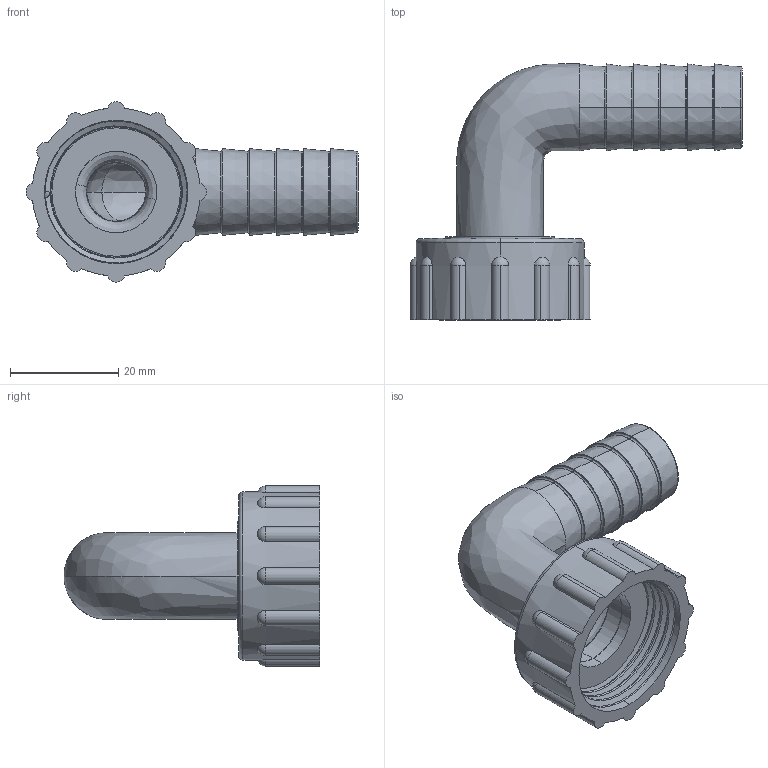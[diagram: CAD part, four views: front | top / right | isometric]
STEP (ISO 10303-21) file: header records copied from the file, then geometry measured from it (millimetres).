
FILE_DESCRIPTION (( 'STEP AP203' ), '1' );
FILE_NAME ('00121_0516.STEP', '2017-05-10T14:06:10', ( '' ), ( '' ), 'SwSTEP 2.0', 'SolidWorks 2011', '' );
FILE_SCHEMA (( 'CONFIG_CONTROL_DESIGN' ));
Length unit declared in the file: millimetre
Products named in the file (4): 00121_0516; 00122_0599; 00125_0505; 00124_0516
Assembly tree (3 placements, depth 2):
  00121_0516
    00122_0599
    00125_0505
    00124_0516
Bounding box: 61.22 x 47.2 x 33.25 mm (x, y, z)
Volume: 12819.6 mm3; surface area: 11828.6 mm2
Topology: 3 solids, 3 shells, 128 faces, 325 edges, 209 vertices
Faces by surface type: cylinder 44, torus 29, plane 16, cone 14, bspline 13, sphere 12
Entity records: 9496 total; most frequent: CARTESIAN_POINT 6091, ORIENTED_EDGE 644, DIRECTION 642, EDGE_CURVE 322, AXIS2_PLACEMENT_3D 286, VERTEX_POINT 209, CIRCLE 165, EDGE_LOOP 143
